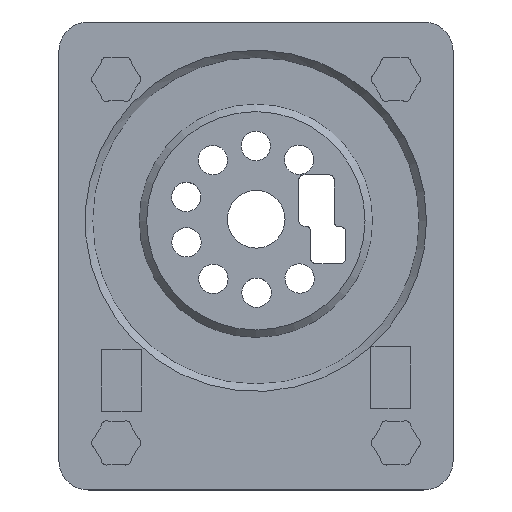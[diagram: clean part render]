
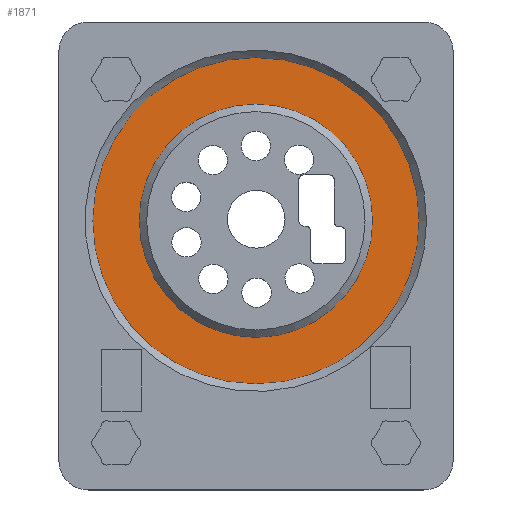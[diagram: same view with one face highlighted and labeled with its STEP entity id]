
A CAD part, top view. The second image highlights one B-rep face of the part: STEP entity #1871.
In plain terms, the highlighted planar face has unit normal (0, 0, 1).
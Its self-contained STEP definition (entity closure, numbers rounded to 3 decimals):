
#27=FACE_BOUND('',#265,.T.);
#46=PLANE('',#2012);
#151=FACE_OUTER_BOUND('',#264,.T.);
#264=EDGE_LOOP('',(#1353));
#265=EDGE_LOOP('',(#1354));
#742=CIRCLE('',#1986,15.875);
#763=CIRCLE('',#2011,22.25);
#839=VERTEX_POINT('',#2773);
#873=VERTEX_POINT('',#2852);
#1027=EDGE_CURVE('',#839,#839,#742,.F.);
#1064=EDGE_CURVE('',#873,#873,#763,.F.);
#1353=ORIENTED_EDGE('',*,*,#1064,.T.);
#1354=ORIENTED_EDGE('',*,*,#1027,.T.);
#1871=ADVANCED_FACE('',(#151,#27),#46,.F.);
#1986=AXIS2_PLACEMENT_3D('',#2775,#2194,#2195);
#2011=AXIS2_PLACEMENT_3D('',#2854,#2258,#2259);
#2012=AXIS2_PLACEMENT_3D('',#2855,#2260,#2261);
#2194=DIRECTION('center_axis',(0.,0.,1.));
#2195=DIRECTION('ref_axis',(-1.,0.,0.));
#2258=DIRECTION('center_axis',(0.,0.,-1.));
#2259=DIRECTION('ref_axis',(-1.,0.,0.));
#2260=DIRECTION('center_axis',(0.,0.,-1.));
#2261=DIRECTION('ref_axis',(-1.,0.,0.));
#2773=CARTESIAN_POINT('',(42.714,36.666,-2.2));
#2775=CARTESIAN_POINT('Origin',(26.839,36.666,-2.2));
#2852=CARTESIAN_POINT('',(49.089,36.666,-2.2));
#2854=CARTESIAN_POINT('Origin',(26.839,36.666,-2.2));
#2855=CARTESIAN_POINT('Origin',(26.839,36.666,-2.2));
